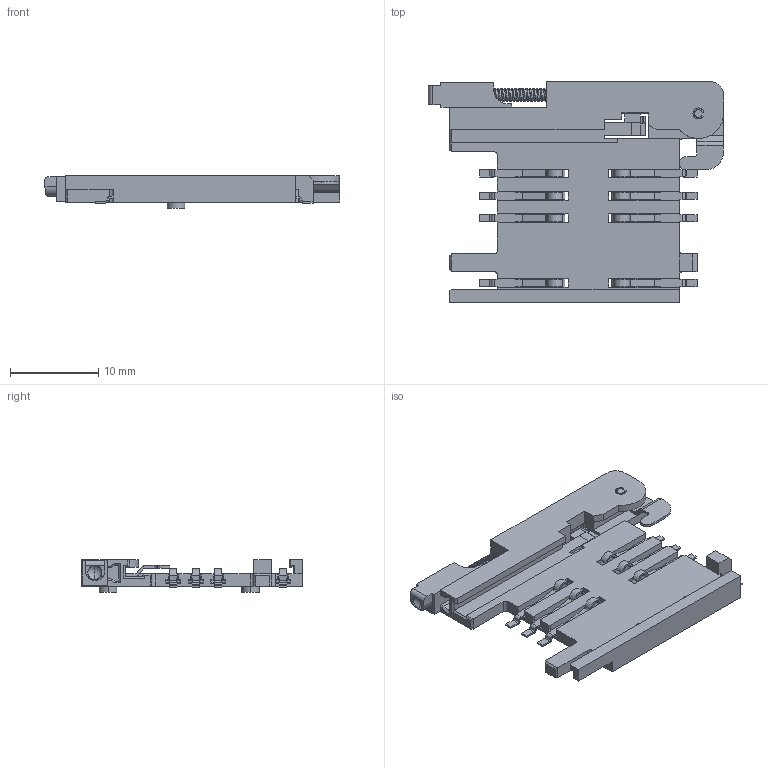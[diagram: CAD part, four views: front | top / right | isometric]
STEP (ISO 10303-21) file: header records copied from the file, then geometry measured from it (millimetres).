
FILE_DESCRIPTION(('FreeCAD Model'),'2;1');
FILE_NAME('SOLID.step','2018-06-06T11:32:52',( 'kicad StepUp'),('ksu MCAD'),'Open CASCADE STEP processor 6.8', 'FreeCAD','Unknown');
FILE_SCHEMA(('AUTOMOTIVE_DESIGN_CC2 { 1 2 10303 214 -1 1 5 4 }'));
Length unit declared in the file: millimetre
Products named in the file (1): SOLID
Bounding box: 33.4 x 25 x 3.7 mm (x, y, z)
Volume: 1025.6 mm3; surface area: 2080.7 mm2
Topology: 1 solids, 1 shells, 609 faces, 1777 edges, 1132 vertices
Faces by surface type: plane 488, cylinder 111, bspline 8, sphere 2
Entity records: 24207 total; most frequent: CARTESIAN_POINT 7957, ORIENTED_EDGE 3550, DIRECTION 3176, EDGE_CURVE 1775, LINE 1522, VECTOR 1522, VERTEX_POINT 1132, AXIS2_PLACEMENT_3D 827
